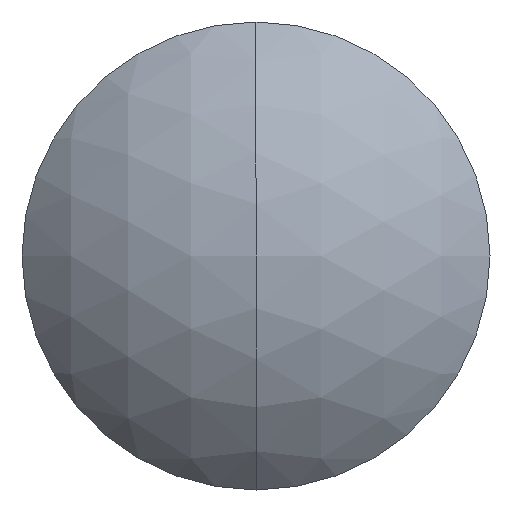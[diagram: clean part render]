
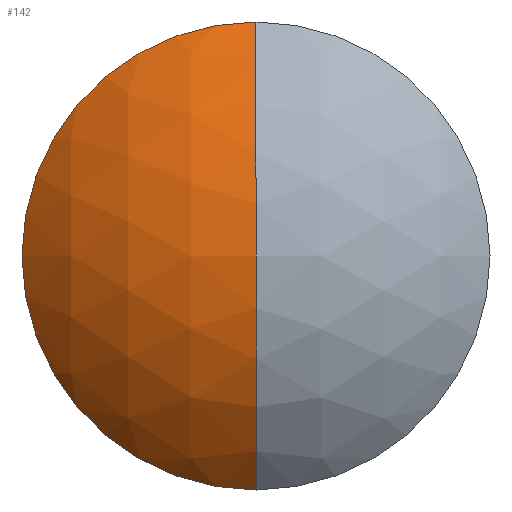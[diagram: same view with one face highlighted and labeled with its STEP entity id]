
A CAD part, left-side view. The second image highlights one B-rep face of the part: STEP entity #142.
In plain terms, the highlighted spherical face has radius 14 mm.
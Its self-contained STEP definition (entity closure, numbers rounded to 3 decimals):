
#14 = EDGE_CURVE ( 'NONE', #98, #381, #288, .T. ) ;
#18 = EDGE_CURVE ( 'NONE', #381, #258, #359, .T. ) ;
#55 = SPHERICAL_SURFACE ( 'NONE', #350, 14. ) ;
#65 = CARTESIAN_POINT ( 'NONE',  ( 0., 0., 0. ) ) ;
#66 = CARTESIAN_POINT ( 'NONE',  ( -9.52, 0., -10.265 ) ) ;
#72 = DIRECTION ( 'NONE',  ( 0., -1., 0. ) ) ;
#82 = DIRECTION ( 'NONE',  ( 0., 0., -1. ) ) ;
#85 = CARTESIAN_POINT ( 'NONE',  ( -14., 0., 0. ) ) ;
#90 = AXIS2_PLACEMENT_3D ( 'NONE', #168, #107, #319 ) ;
#98 = VERTEX_POINT ( 'NONE', #85 ) ;
#101 = CARTESIAN_POINT ( 'NONE',  ( 0., 0., 0. ) ) ;
#107 = DIRECTION ( 'NONE',  ( 1., 0., 0. ) ) ;
#108 = DIRECTION ( 'NONE',  ( 0., 0., -1. ) ) ;
#132 = DIRECTION ( 'NONE',  ( 0., 1., 0. ) ) ;
#133 = DIRECTION ( 'NONE',  ( 0., 0., 1. ) ) ;
#135 = CARTESIAN_POINT ( 'NONE',  ( 0., 0., 0. ) ) ;
#142 = ADVANCED_FACE ( 'NONE', ( #303 ), #55, .T. ) ;
#168 = CARTESIAN_POINT ( 'NONE',  ( -9.52, 0., 0. ) ) ;
#176 = CARTESIAN_POINT ( 'NONE',  ( -9.52, 0., 10.265 ) ) ;
#180 = EDGE_CURVE ( 'NONE', #98, #258, #236, .T. ) ;
#193 = ORIENTED_EDGE ( 'NONE', *, *, #18, .F. ) ;
#222 = DIRECTION ( 'NONE',  ( 0., 1., 0. ) ) ;
#236 = CIRCLE ( 'NONE', #346, 14. ) ;
#246 = AXIS2_PLACEMENT_3D ( 'NONE', #101, #72, #82 ) ;
#258 = VERTEX_POINT ( 'NONE', #176 ) ;
#263 = EDGE_LOOP ( 'NONE', ( #356, #358, #193 ) ) ;
#288 = CIRCLE ( 'NONE', #246, 14. ) ;
#303 = FACE_OUTER_BOUND ( 'NONE', #263, .T. ) ;
#319 = DIRECTION ( 'NONE',  ( 0., 0., -1. ) ) ;
#346 = AXIS2_PLACEMENT_3D ( 'NONE', #135, #132, #133 ) ;
#350 = AXIS2_PLACEMENT_3D ( 'NONE', #65, #222, #108 ) ;
#356 = ORIENTED_EDGE ( 'NONE', *, *, #14, .F. ) ;
#358 = ORIENTED_EDGE ( 'NONE', *, *, #180, .T. ) ;
#359 = CIRCLE ( 'NONE', #90, 10.265 ) ;
#381 = VERTEX_POINT ( 'NONE', #66 ) ;
